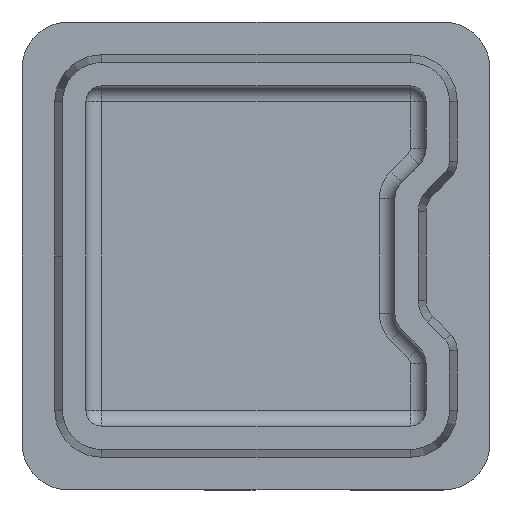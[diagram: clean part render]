
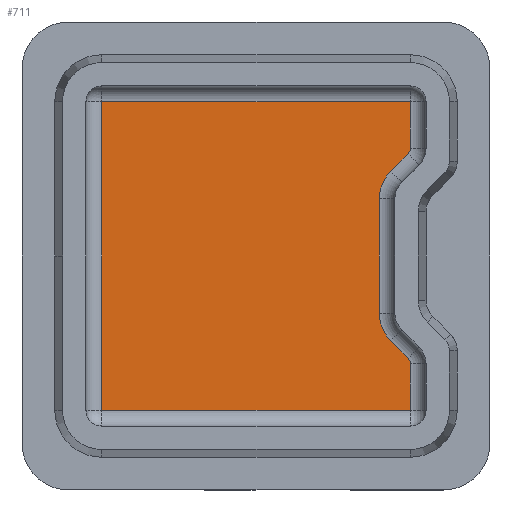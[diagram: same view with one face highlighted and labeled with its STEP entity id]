
A CAD part, front view. The second image highlights one B-rep face of the part: STEP entity #711.
In plain terms, the highlighted planar face has unit normal (0, -1, 0).
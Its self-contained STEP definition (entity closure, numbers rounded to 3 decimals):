
#104 = EDGE_CURVE ( 'NONE', #3527, #18492, #12199, .T. ) ;
#105 = ORIENTED_EDGE ( 'NONE', *, *, #4328, .T. ) ;
#132 = EDGE_CURVE ( 'NONE', #7310, #14733, #7109, .T. ) ;
#373 = LINE ( 'NONE', #9355, #14452 ) ;
#448 = CARTESIAN_POINT ( 'NONE',  ( 7.9, 1., 3.66 ) ) ;
#458 = CARTESIAN_POINT ( 'NONE',  ( 9.754, 1., 6.549 ) ) ;
#711 = ADVANCED_FACE ( 'NONE', ( #11867 ), #2026, .T. ) ;
#886 = CIRCLE ( 'NONE', #987, 2.5 ) ;
#987 = AXIS2_PLACEMENT_3D ( 'NONE', #2654, #10107, #19462 ) ;
#1115 = CARTESIAN_POINT ( 'NONE',  ( -9.9, 1., 9.9 ) ) ;
#1117 = DIRECTION ( 'NONE',  ( 0., 0., -1. ) ) ;
#1158 = ORIENTED_EDGE ( 'NONE', *, *, #18853, .T. ) ;
#1604 = VERTEX_POINT ( 'NONE', #448 ) ;
#1644 = VECTOR ( 'NONE', #2588, 1000. ) ;
#1809 = ORIENTED_EDGE ( 'NONE', *, *, #11322, .T. ) ;
#1853 = EDGE_CURVE ( 'NONE', #3374, #3527, #373, .T. ) ;
#1894 = CARTESIAN_POINT ( 'NONE',  ( -9.9, 1., -9.9 ) ) ;
#1973 = VERTEX_POINT ( 'NONE', #17554 ) ;
#2026 = PLANE ( 'NONE',  #5200 ) ;
#2439 = CARTESIAN_POINT ( 'NONE',  ( 9.9, 1., -9.9 ) ) ;
#2588 = DIRECTION ( 'NONE',  ( 0.707, 0., 0.707 ) ) ;
#2654 = CARTESIAN_POINT ( 'NONE',  ( 10.4, 1., 3.66 ) ) ;
#2836 = ORIENTED_EDGE ( 'NONE', *, *, #18069, .T. ) ;
#3009 = LINE ( 'NONE', #10284, #12310 ) ;
#3094 = CARTESIAN_POINT ( 'NONE',  ( 7.9, 1., 3.66 ) ) ;
#3168 = CARTESIAN_POINT ( 'NONE',  ( 9.9, 1., -9.9 ) ) ;
#3374 = VERTEX_POINT ( 'NONE', #11325 ) ;
#3527 = VERTEX_POINT ( 'NONE', #9944 ) ;
#3595 = EDGE_CURVE ( 'NONE', #5620, #1973, #9084, .T. ) ;
#3698 = ORIENTED_EDGE ( 'NONE', *, *, #1853, .T. ) ;
#3897 = VERTEX_POINT ( 'NONE', #19145 ) ;
#4148 = DIRECTION ( 'NONE',  ( 0., -1., 0. ) ) ;
#4268 = DIRECTION ( 'NONE',  ( 0., 0., 1. ) ) ;
#4328 = EDGE_CURVE ( 'NONE', #18492, #1604, #8298, .T. ) ;
#4549 = EDGE_CURVE ( 'NONE', #1973, #7310, #13211, .T. ) ;
#5200 = AXIS2_PLACEMENT_3D ( 'NONE', #17300, #8260, #9746 ) ;
#5355 = CARTESIAN_POINT ( 'NONE',  ( 9.9, 1., -6.902 ) ) ;
#5419 = CARTESIAN_POINT ( 'NONE',  ( 8.632, 1., 5.428 ) ) ;
#5620 = VERTEX_POINT ( 'NONE', #16096 ) ;
#5916 = VERTEX_POINT ( 'NONE', #16137 ) ;
#6322 = EDGE_CURVE ( 'NONE', #5916, #3374, #10052, .T. ) ;
#6545 = DIRECTION ( 'NONE',  ( 0., -1., 0. ) ) ;
#6693 = DIRECTION ( 'NONE',  ( 0., 0., 1. ) ) ;
#6749 = CARTESIAN_POINT ( 'NONE',  ( 10.4, 1., -3.66 ) ) ;
#6983 = ORIENTED_EDGE ( 'NONE', *, *, #104, .T. ) ;
#7109 = LINE ( 'NONE', #2439, #11677 ) ;
#7310 = VERTEX_POINT ( 'NONE', #1894 ) ;
#7477 = EDGE_CURVE ( 'NONE', #14733, #5916, #13671, .T. ) ;
#7809 = VECTOR ( 'NONE', #9227, 1000. ) ;
#8260 = DIRECTION ( 'NONE',  ( 0., -1., 0. ) ) ;
#8298 = LINE ( 'NONE', #3094, #7809 ) ;
#8463 = DIRECTION ( 'NONE',  ( -1., 0., 0. ) ) ;
#9084 = LINE ( 'NONE', #1115, #16947 ) ;
#9159 = VECTOR ( 'NONE', #1117, 1000. ) ;
#9227 = DIRECTION ( 'NONE',  ( 0., 0., 1. ) ) ;
#9249 = CIRCLE ( 'NONE', #14943, 0.5 ) ;
#9355 = CARTESIAN_POINT ( 'NONE',  ( 8.632, 1., -5.428 ) ) ;
#9738 = LINE ( 'NONE', #14653, #1644 ) ;
#9746 = DIRECTION ( 'NONE',  ( 0., 0., -1. ) ) ;
#9944 = CARTESIAN_POINT ( 'NONE',  ( 8.632, 1., -5.428 ) ) ;
#10030 = DIRECTION ( 'NONE',  ( 0., 1., 0. ) ) ;
#10052 = CIRCLE ( 'NONE', #11261, 0.5 ) ;
#10058 = ORIENTED_EDGE ( 'NONE', *, *, #4549, .T. ) ;
#10107 = DIRECTION ( 'NONE',  ( 0., 1., 0. ) ) ;
#10284 = CARTESIAN_POINT ( 'NONE',  ( 9.9, 1., 9.9 ) ) ;
#10403 = VERTEX_POINT ( 'NONE', #458 ) ;
#10733 = EDGE_CURVE ( 'NONE', #1604, #17480, #886, .T. ) ;
#10816 = ORIENTED_EDGE ( 'NONE', *, *, #3595, .T. ) ;
#10838 = EDGE_LOOP ( 'NONE', ( #10058, #17277, #11738, #15273, #3698, #6983, #105, #17702, #2836, #1158, #1809, #10816 ) ) ;
#11261 = AXIS2_PLACEMENT_3D ( 'NONE', #13292, #4148, #13429 ) ;
#11322 = EDGE_CURVE ( 'NONE', #3897, #5620, #3009, .T. ) ;
#11325 = CARTESIAN_POINT ( 'NONE',  ( 9.754, 1., -6.549 ) ) ;
#11366 = DIRECTION ( 'NONE',  ( 0., 0., -1. ) ) ;
#11649 = DIRECTION ( 'NONE',  ( 1., 0., 0. ) ) ;
#11677 = VECTOR ( 'NONE', #11649, 1000. ) ;
#11738 = ORIENTED_EDGE ( 'NONE', *, *, #7477, .T. ) ;
#11867 = FACE_OUTER_BOUND ( 'NONE', #10838, .T. ) ;
#12199 = CIRCLE ( 'NONE', #19792, 2.5 ) ;
#12310 = VECTOR ( 'NONE', #4268, 1000. ) ;
#13012 = CARTESIAN_POINT ( 'NONE',  ( -9.9, 1., -9.9 ) ) ;
#13211 = LINE ( 'NONE', #13012, #9159 ) ;
#13292 = CARTESIAN_POINT ( 'NONE',  ( 9.4, 1., -6.902 ) ) ;
#13429 = DIRECTION ( 'NONE',  ( 0., 0., -1. ) ) ;
#13671 = LINE ( 'NONE', #5355, #16568 ) ;
#13953 = DIRECTION ( 'NONE',  ( -0.707, 0., 0.707 ) ) ;
#14028 = CARTESIAN_POINT ( 'NONE',  ( 7.9, 1., -3.66 ) ) ;
#14452 = VECTOR ( 'NONE', #13953, 1000. ) ;
#14653 = CARTESIAN_POINT ( 'NONE',  ( 9.754, 1., 6.549 ) ) ;
#14733 = VERTEX_POINT ( 'NONE', #3168 ) ;
#14943 = AXIS2_PLACEMENT_3D ( 'NONE', #18736, #6545, #17124 ) ;
#15273 = ORIENTED_EDGE ( 'NONE', *, *, #6322, .T. ) ;
#16096 = CARTESIAN_POINT ( 'NONE',  ( 9.9, 1., 9.9 ) ) ;
#16137 = CARTESIAN_POINT ( 'NONE',  ( 9.9, 1., -6.902 ) ) ;
#16568 = VECTOR ( 'NONE', #6693, 1000. ) ;
#16947 = VECTOR ( 'NONE', #8463, 1000. ) ;
#17124 = DIRECTION ( 'NONE',  ( 0., 0., -1. ) ) ;
#17277 = ORIENTED_EDGE ( 'NONE', *, *, #132, .T. ) ;
#17300 = CARTESIAN_POINT ( 'NONE',  ( 9.9, 1., -9.9 ) ) ;
#17480 = VERTEX_POINT ( 'NONE', #5419 ) ;
#17554 = CARTESIAN_POINT ( 'NONE',  ( -9.9, 1., 9.9 ) ) ;
#17702 = ORIENTED_EDGE ( 'NONE', *, *, #10733, .T. ) ;
#18069 = EDGE_CURVE ( 'NONE', #17480, #10403, #9738, .T. ) ;
#18492 = VERTEX_POINT ( 'NONE', #14028 ) ;
#18736 = CARTESIAN_POINT ( 'NONE',  ( 9.4, 1., 6.902 ) ) ;
#18853 = EDGE_CURVE ( 'NONE', #10403, #3897, #9249, .T. ) ;
#19145 = CARTESIAN_POINT ( 'NONE',  ( 9.9, 1., 6.902 ) ) ;
#19462 = DIRECTION ( 'NONE',  ( 0., 0., -1. ) ) ;
#19792 = AXIS2_PLACEMENT_3D ( 'NONE', #6749, #10030, #11366 ) ;
